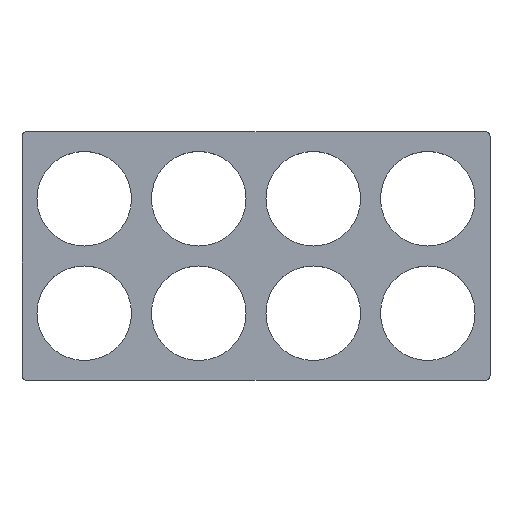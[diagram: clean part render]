
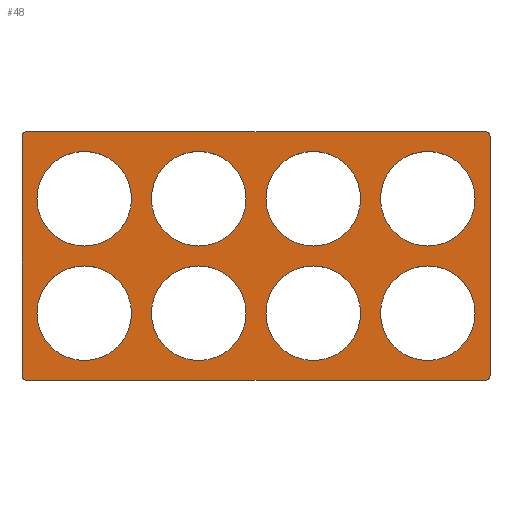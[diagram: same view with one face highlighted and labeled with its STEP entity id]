
A CAD part, top view. The second image highlights one B-rep face of the part: STEP entity #48.
In plain terms, the highlighted planar face has unit normal (0, 0, 1).
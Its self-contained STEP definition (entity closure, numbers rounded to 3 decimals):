
#48=ADVANCED_FACE('',(#66,#68,#70,#72,#74,#76,#78,#80,#82),#84,.T.);
#66=FACE_BOUND('',#67,.T.);
#67=EDGE_LOOP('',(#240,#241,#242,#243,#244,#245,#246,#247));
#68=FACE_BOUND('',#69,.T.);
#69=EDGE_LOOP('',(#248));
#70=FACE_BOUND('',#71,.T.);
#71=EDGE_LOOP('',(#249));
#72=FACE_BOUND('',#73,.T.);
#73=EDGE_LOOP('',(#250));
#74=FACE_BOUND('',#75,.T.);
#75=EDGE_LOOP('',(#251));
#76=FACE_BOUND('',#77,.T.);
#77=EDGE_LOOP('',(#252));
#78=FACE_BOUND('',#79,.T.);
#79=EDGE_LOOP('',(#253));
#80=FACE_BOUND('',#81,.T.);
#81=EDGE_LOOP('',(#254));
#82=FACE_BOUND('',#83,.T.);
#83=EDGE_LOOP('',(#255));
#84=PLANE('',#85);
#85=AXIS2_PLACEMENT_3D('',#86,#87,#88);
#86=CARTESIAN_POINT('',(0.,0.,6.));
#87=DIRECTION('',(0.,0.,1.));
#88=DIRECTION('',(-1.,0.,0.));
#240=ORIENTED_EDGE('',*,*,#320,.F.);
#241=ORIENTED_EDGE('',*,*,#321,.T.);
#242=ORIENTED_EDGE('',*,*,#322,.F.);
#243=ORIENTED_EDGE('',*,*,#323,.T.);
#244=ORIENTED_EDGE('',*,*,#324,.F.);
#245=ORIENTED_EDGE('',*,*,#325,.T.);
#246=ORIENTED_EDGE('',*,*,#326,.F.);
#247=ORIENTED_EDGE('',*,*,#327,.T.);
#248=ORIENTED_EDGE('',*,*,#328,.T.);
#249=ORIENTED_EDGE('',*,*,#329,.T.);
#250=ORIENTED_EDGE('',*,*,#330,.T.);
#251=ORIENTED_EDGE('',*,*,#331,.T.);
#252=ORIENTED_EDGE('',*,*,#332,.T.);
#253=ORIENTED_EDGE('',*,*,#333,.T.);
#254=ORIENTED_EDGE('',*,*,#334,.T.);
#255=ORIENTED_EDGE('',*,*,#335,.T.);
#320=EDGE_CURVE('',#360,#361,#362,.F.);
#321=EDGE_CURVE('',#360,#363,#364,.T.);
#322=EDGE_CURVE('',#365,#363,#366,.F.);
#323=EDGE_CURVE('',#365,#367,#368,.T.);
#324=EDGE_CURVE('',#369,#367,#370,.F.);
#325=EDGE_CURVE('',#369,#371,#372,.T.);
#326=EDGE_CURVE('',#373,#371,#374,.F.);
#327=EDGE_CURVE('',#373,#361,#375,.T.);
#328=EDGE_CURVE('',#376,#376,#377,.F.);
#329=EDGE_CURVE('',#378,#378,#379,.F.);
#330=EDGE_CURVE('',#380,#380,#381,.F.);
#331=EDGE_CURVE('',#382,#382,#383,.F.);
#332=EDGE_CURVE('',#384,#384,#385,.F.);
#333=EDGE_CURVE('',#386,#386,#387,.F.);
#334=EDGE_CURVE('',#388,#388,#389,.F.);
#335=EDGE_CURVE('',#390,#390,#391,.F.);
#360=VERTEX_POINT('',#432);
#361=VERTEX_POINT('',#433);
#362=CIRCLE('',#434,1.);
#363=VERTEX_POINT('',#438);
#364=LINE('',#439,#440);
#365=VERTEX_POINT('',#442);
#366=CIRCLE('',#443,1.);
#367=VERTEX_POINT('',#447);
#368=LINE('',#448,#449);
#369=VERTEX_POINT('',#451);
#370=CIRCLE('',#452,1.);
#371=VERTEX_POINT('',#456);
#372=LINE('',#457,#458);
#373=VERTEX_POINT('',#460);
#374=CIRCLE('',#461,1.);
#375=LINE('',#465,#466);
#376=VERTEX_POINT('',#468);
#377=CIRCLE('',#469,9.5);
#378=VERTEX_POINT('',#473);
#379=CIRCLE('',#474,9.5);
#380=VERTEX_POINT('',#478);
#381=CIRCLE('',#479,9.5);
#382=VERTEX_POINT('',#483);
#383=CIRCLE('',#484,9.5);
#384=VERTEX_POINT('',#488);
#385=CIRCLE('',#489,9.5);
#386=VERTEX_POINT('',#493);
#387=CIRCLE('',#494,9.5);
#388=VERTEX_POINT('',#498);
#389=CIRCLE('',#499,9.5);
#390=VERTEX_POINT('',#503);
#391=CIRCLE('',#504,9.5);
#432=CARTESIAN_POINT('',(-46.,-25.,6.));
#433=CARTESIAN_POINT('',(-47.,-24.,6.));
#434=AXIS2_PLACEMENT_3D('',#435,#436,#437);
#435=CARTESIAN_POINT('',(-46.,-24.,6.));
#436=DIRECTION('',(0.,0.,1.));
#437=DIRECTION('',(-1.,0.,0.));
#438=CARTESIAN_POINT('',(46.,-25.,6.));
#439=CARTESIAN_POINT('',(-46.,-25.,6.));
#440=VECTOR('',#441,1.);
#441=DIRECTION('',(1.,0.,0.));
#442=CARTESIAN_POINT('',(47.,-24.,6.));
#443=AXIS2_PLACEMENT_3D('',#444,#445,#446);
#444=CARTESIAN_POINT('',(46.,-24.,6.));
#445=DIRECTION('',(0.,0.,1.));
#446=DIRECTION('',(0.,-1.,0.));
#447=CARTESIAN_POINT('',(47.,24.,6.));
#448=CARTESIAN_POINT('',(47.,-24.,6.));
#449=VECTOR('',#450,1.);
#450=DIRECTION('',(0.,1.,0.));
#451=CARTESIAN_POINT('',(46.,25.,6.));
#452=AXIS2_PLACEMENT_3D('',#453,#454,#455);
#453=CARTESIAN_POINT('',(46.,24.,6.));
#454=DIRECTION('',(0.,0.,1.));
#455=DIRECTION('',(1.,0.,0.));
#456=CARTESIAN_POINT('',(-46.,25.,6.));
#457=CARTESIAN_POINT('',(46.,25.,6.));
#458=VECTOR('',#459,1.);
#459=DIRECTION('',(-1.,0.,0.));
#460=CARTESIAN_POINT('',(-47.,24.,6.));
#461=AXIS2_PLACEMENT_3D('',#462,#463,#464);
#462=CARTESIAN_POINT('',(-46.,24.,6.));
#463=DIRECTION('',(0.,0.,1.));
#464=DIRECTION('',(0.,1.,0.));
#465=CARTESIAN_POINT('',(-47.,24.,6.));
#466=VECTOR('',#467,1.);
#467=DIRECTION('',(0.,-1.,0.));
#468=CARTESIAN_POINT('',(2.,-11.5,6.));
#469=AXIS2_PLACEMENT_3D('',#470,#471,#472);
#470=CARTESIAN_POINT('',(11.5,-11.5,6.));
#471=DIRECTION('',(0.,0.,1.));
#472=DIRECTION('',(-1.,0.,0.));
#473=CARTESIAN_POINT('',(-21.,-11.5,6.));
#474=AXIS2_PLACEMENT_3D('',#475,#476,#477);
#475=CARTESIAN_POINT('',(-11.5,-11.5,6.));
#476=DIRECTION('',(0.,0.,1.));
#477=DIRECTION('',(-1.,0.,0.));
#478=CARTESIAN_POINT('',(-44.,-11.5,6.));
#479=AXIS2_PLACEMENT_3D('',#480,#481,#482);
#480=CARTESIAN_POINT('',(-34.5,-11.5,6.));
#481=DIRECTION('',(0.,0.,1.));
#482=DIRECTION('',(-1.,0.,0.));
#483=CARTESIAN_POINT('',(25.,11.5,6.));
#484=AXIS2_PLACEMENT_3D('',#485,#486,#487);
#485=CARTESIAN_POINT('',(34.5,11.5,6.));
#486=DIRECTION('',(0.,0.,1.));
#487=DIRECTION('',(-1.,0.,0.));
#488=CARTESIAN_POINT('',(2.,11.5,6.));
#489=AXIS2_PLACEMENT_3D('',#490,#491,#492);
#490=CARTESIAN_POINT('',(11.5,11.5,6.));
#491=DIRECTION('',(0.,0.,1.));
#492=DIRECTION('',(-1.,0.,0.));
#493=CARTESIAN_POINT('',(-21.,11.5,6.));
#494=AXIS2_PLACEMENT_3D('',#495,#496,#497);
#495=CARTESIAN_POINT('',(-11.5,11.5,6.));
#496=DIRECTION('',(0.,0.,1.));
#497=DIRECTION('',(-1.,0.,0.));
#498=CARTESIAN_POINT('',(-44.,11.5,6.));
#499=AXIS2_PLACEMENT_3D('',#500,#501,#502);
#500=CARTESIAN_POINT('',(-34.5,11.5,6.));
#501=DIRECTION('',(0.,0.,1.));
#502=DIRECTION('',(-1.,0.,0.));
#503=CARTESIAN_POINT('',(25.,-11.5,6.));
#504=AXIS2_PLACEMENT_3D('',#505,#506,#507);
#505=CARTESIAN_POINT('',(34.5,-11.5,6.));
#506=DIRECTION('',(0.,0.,1.));
#507=DIRECTION('',(-1.,0.,0.));
